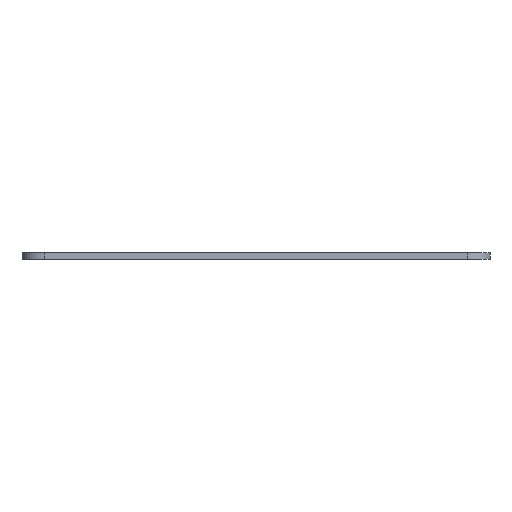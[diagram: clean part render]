
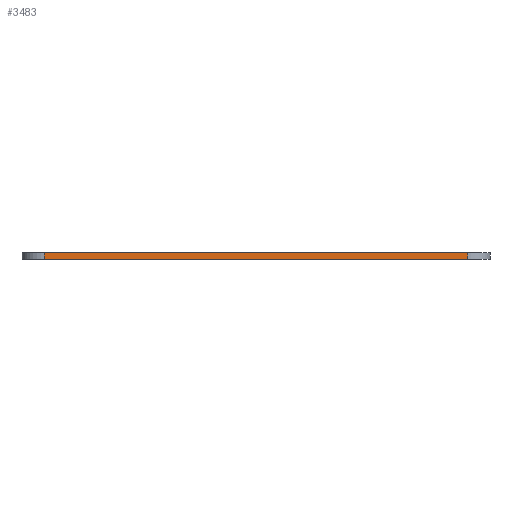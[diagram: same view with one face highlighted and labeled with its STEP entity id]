
A CAD part, left-side view. The second image highlights one B-rep face of the part: STEP entity #3483.
In plain terms, the highlighted planar face has unit normal (-1, 0, 0).
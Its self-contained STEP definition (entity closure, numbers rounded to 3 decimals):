
#445=CARTESIAN_POINT('',(-49.355,-47.253,33.));
#446=VERTEX_POINT('',#445);
#454=CARTESIAN_POINT('',(-49.355,47.032,33.));
#455=VERTEX_POINT('',#454);
#456=CARTESIAN_POINT('',(-49.355,-47.253,33.));
#457=DIRECTION('',(0.,1.,0.));
#458=VECTOR('',#457,94.285);
#459=LINE('',#456,#458);
#460=EDGE_CURVE('',#446,#455,#459,.T.);
#3453=CARTESIAN_POINT('',(-49.355,0.989,34.5));
#3454=DIRECTION('',(-1.,0.,0.));
#3455=DIRECTION('',(0.,0.,1.));
#3456=AXIS2_PLACEMENT_3D('',#3453,#3454,#3455);
#3457=PLANE('',#3456);
#3458=ORIENTED_EDGE('',*,*,#460,.F.);
#3459=CARTESIAN_POINT('',(-49.355,-47.253,34.5));
#3460=VERTEX_POINT('',#3459);
#3461=CARTESIAN_POINT('',(-49.355,-47.253,33.));
#3462=DIRECTION('',(0.,0.,1.));
#3463=VECTOR('',#3462,1.5);
#3464=LINE('',#3461,#3463);
#3465=EDGE_CURVE('',#446,#3460,#3464,.T.);
#3466=ORIENTED_EDGE('',*,*,#3465,.T.);
#3467=CARTESIAN_POINT('',(-49.355,47.032,34.5));
#3468=VERTEX_POINT('',#3467);
#3469=CARTESIAN_POINT('',(-49.355,-47.253,34.5));
#3470=DIRECTION('',(0.,1.,0.));
#3471=VECTOR('',#3470,94.285);
#3472=LINE('',#3469,#3471);
#3473=EDGE_CURVE('',#3460,#3468,#3472,.T.);
#3474=ORIENTED_EDGE('',*,*,#3473,.T.);
#3475=CARTESIAN_POINT('',(-49.355,47.032,34.5));
#3476=DIRECTION('',(-0.,-0.,-1.));
#3477=VECTOR('',#3476,1.5);
#3478=LINE('',#3475,#3477);
#3479=EDGE_CURVE('',#3468,#455,#3478,.T.);
#3480=ORIENTED_EDGE('',*,*,#3479,.T.);
#3481=EDGE_LOOP('',(#3458,#3466,#3474,#3480));
#3482=FACE_BOUND('',#3481,.T.);
#3483=ADVANCED_FACE('',(#3482),#3457,.T.);
